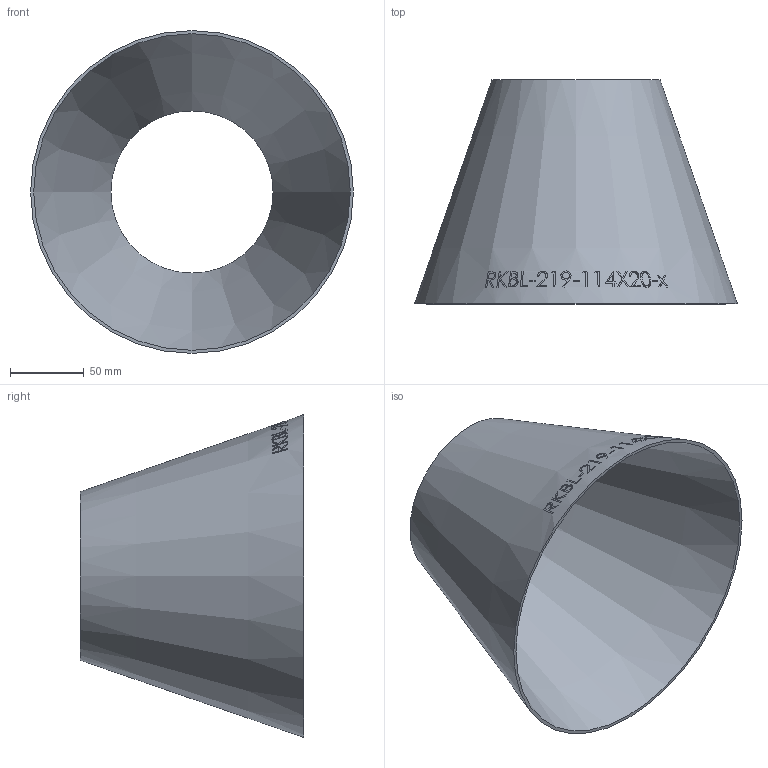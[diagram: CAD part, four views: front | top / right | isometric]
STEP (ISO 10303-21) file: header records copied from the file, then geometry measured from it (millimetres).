
FILE_DESCRIPTION (( 'STEP AP214' ), '1' );
FILE_NAME ('RK-219-114X20-x Reduzierung aus Blech 2006.STEP', '2020-06-02T11:57:40', ( '' ), ( '' ), 'SwSTEP 2.0', 'SolidWorks 2019', '' );
FILE_SCHEMA (( 'AUTOMOTIVE_DESIGN' ));
Length unit declared in the file: millimetre
Products named in the file (1): RK-219-114X20-x Reduzierung aus Blech 2006
Bounding box: 219.1 x 152 x 219.1 mm (x, y, z)
Volume: 166162 mm3; surface area: 168470.8 mm2
Topology: 1 solids, 1 shells, 190 faces, 495 edges, 330 vertices
Faces by surface type: bspline 163, cone 25, plane 2
Entity records: 22208 total; most frequent: CARTESIAN_POINT 16978, ORIENTED_EDGE 986, EDGE_CURVE 493, B_SPLINE_CURVE_WITH_KNOTS 489, VERTEX_POINT 330, EDGE_LOOP 217, ADVANCED_FACE 190, FACE_OUTER_BOUND 190
